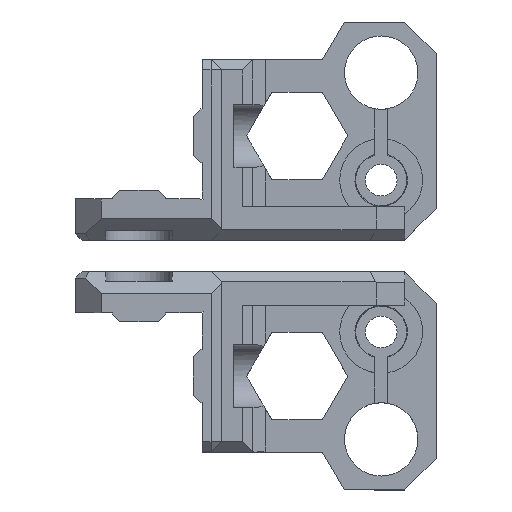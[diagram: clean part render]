
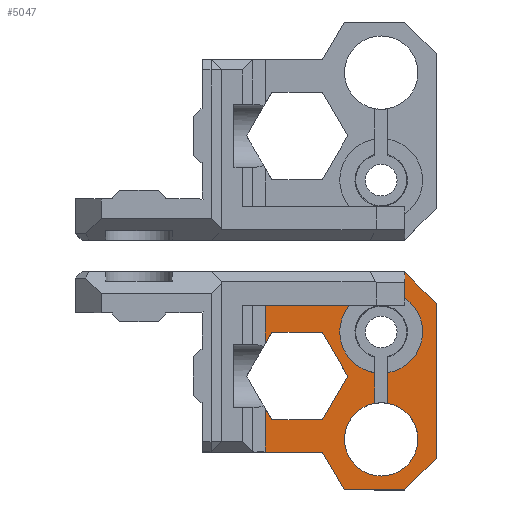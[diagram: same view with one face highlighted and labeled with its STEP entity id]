
A CAD part, top view. The second image highlights one B-rep face of the part: STEP entity #5047.
In plain terms, the highlighted face is planar.
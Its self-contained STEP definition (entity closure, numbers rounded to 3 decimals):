
#229=PLANE('',#5423);
#507=FACE_OUTER_BOUND('',#805,.T.);
#805=EDGE_LOOP('',(#4263,#4264,#4265,#4266,#4267,#4268,#4269,#4270,#4271,
#4272,#4273,#4274,#4275,#4276,#4277,#4278,#4279,#4280,#4281,#4282,#4283,
#4284));
#1320=LINE('',#7808,#1962);
#1324=LINE('',#7819,#1966);
#1325=LINE('',#7822,#1967);
#1326=LINE('',#7824,#1968);
#1327=LINE('',#7826,#1969);
#1328=LINE('',#7828,#1970);
#1329=LINE('',#7830,#1971);
#1330=LINE('',#7831,#1972);
#1331=LINE('',#7833,#1973);
#1332=LINE('',#7835,#1974);
#1333=LINE('',#7837,#1975);
#1334=LINE('',#7839,#1976);
#1335=LINE('',#7841,#1977);
#1336=LINE('',#7843,#1978);
#1337=LINE('',#7845,#1979);
#1338=LINE('',#7849,#1980);
#1339=LINE('',#7855,#1981);
#1340=LINE('',#7858,#1982);
#1962=VECTOR('',#6372,10.);
#1966=VECTOR('',#6380,10.);
#1967=VECTOR('',#6383,10.);
#1968=VECTOR('',#6384,10.);
#1969=VECTOR('',#6385,10.);
#1970=VECTOR('',#6386,10.);
#1971=VECTOR('',#6387,10.);
#1972=VECTOR('',#6388,10.);
#1973=VECTOR('',#6389,10.);
#1974=VECTOR('',#6390,10.);
#1975=VECTOR('',#6391,10.);
#1976=VECTOR('',#6392,10.);
#1977=VECTOR('',#6393,10.);
#1978=VECTOR('',#6394,10.);
#1979=VECTOR('',#6395,10.);
#1980=VECTOR('',#6398,10.);
#1981=VECTOR('',#6403,10.);
#1982=VECTOR('',#6406,10.);
#2256=CIRCLE('',#5424,6.55);
#2257=CIRCLE('',#5425,5.8);
#2258=CIRCLE('',#5426,5.8);
#2259=CIRCLE('',#5427,6.55);
#2557=VERTEX_POINT('',#7799);
#2561=VERTEX_POINT('',#7806);
#2562=VERTEX_POINT('',#7810);
#2566=VERTEX_POINT('',#7817);
#2567=VERTEX_POINT('',#7821);
#2568=VERTEX_POINT('',#7823);
#2569=VERTEX_POINT('',#7825);
#2570=VERTEX_POINT('',#7827);
#2571=VERTEX_POINT('',#7829);
#2572=VERTEX_POINT('',#7832);
#2573=VERTEX_POINT('',#7834);
#2574=VERTEX_POINT('',#7836);
#2575=VERTEX_POINT('',#7838);
#2576=VERTEX_POINT('',#7840);
#2577=VERTEX_POINT('',#7842);
#2578=VERTEX_POINT('',#7844);
#2579=VERTEX_POINT('',#7846);
#2580=VERTEX_POINT('',#7848);
#2581=VERTEX_POINT('',#7850);
#2582=VERTEX_POINT('',#7852);
#2583=VERTEX_POINT('',#7854);
#2584=VERTEX_POINT('',#7856);
#3162=EDGE_CURVE('',#2557,#2561,#1320,.T.);
#3167=EDGE_CURVE('',#2562,#2566,#1324,.T.);
#3168=EDGE_CURVE('',#2567,#2561,#1325,.T.);
#3169=EDGE_CURVE('',#2568,#2567,#1326,.T.);
#3170=EDGE_CURVE('',#2569,#2568,#1327,.T.);
#3171=EDGE_CURVE('',#2570,#2569,#1328,.T.);
#3172=EDGE_CURVE('',#2571,#2570,#1329,.T.);
#3173=EDGE_CURVE('',#2562,#2571,#1330,.T.);
#3174=EDGE_CURVE('',#2566,#2572,#1331,.T.);
#3175=EDGE_CURVE('',#2572,#2573,#1332,.T.);
#3176=EDGE_CURVE('',#2574,#2573,#1333,.T.);
#3177=EDGE_CURVE('',#2574,#2575,#1334,.T.);
#3178=EDGE_CURVE('',#2576,#2575,#1335,.T.);
#3179=EDGE_CURVE('',#2576,#2577,#1336,.T.);
#3180=EDGE_CURVE('',#2578,#2577,#1337,.T.);
#3181=EDGE_CURVE('',#2579,#2578,#2256,.T.);
#3182=EDGE_CURVE('',#2580,#2579,#1338,.T.);
#3183=EDGE_CURVE('',#2581,#2580,#2257,.T.);
#3184=EDGE_CURVE('',#2582,#2581,#2258,.T.);
#3185=EDGE_CURVE('',#2583,#2582,#1339,.T.);
#3186=EDGE_CURVE('',#2584,#2583,#2259,.T.);
#3187=EDGE_CURVE('',#2557,#2584,#1340,.T.);
#4263=ORIENTED_EDGE('',*,*,#3162,.T.);
#4264=ORIENTED_EDGE('',*,*,#3168,.F.);
#4265=ORIENTED_EDGE('',*,*,#3169,.F.);
#4266=ORIENTED_EDGE('',*,*,#3170,.F.);
#4267=ORIENTED_EDGE('',*,*,#3171,.F.);
#4268=ORIENTED_EDGE('',*,*,#3172,.F.);
#4269=ORIENTED_EDGE('',*,*,#3173,.F.);
#4270=ORIENTED_EDGE('',*,*,#3167,.T.);
#4271=ORIENTED_EDGE('',*,*,#3174,.T.);
#4272=ORIENTED_EDGE('',*,*,#3175,.T.);
#4273=ORIENTED_EDGE('',*,*,#3176,.F.);
#4274=ORIENTED_EDGE('',*,*,#3177,.T.);
#4275=ORIENTED_EDGE('',*,*,#3178,.F.);
#4276=ORIENTED_EDGE('',*,*,#3179,.T.);
#4277=ORIENTED_EDGE('',*,*,#3180,.F.);
#4278=ORIENTED_EDGE('',*,*,#3181,.F.);
#4279=ORIENTED_EDGE('',*,*,#3182,.F.);
#4280=ORIENTED_EDGE('',*,*,#3183,.F.);
#4281=ORIENTED_EDGE('',*,*,#3184,.F.);
#4282=ORIENTED_EDGE('',*,*,#3185,.F.);
#4283=ORIENTED_EDGE('',*,*,#3186,.F.);
#4284=ORIENTED_EDGE('',*,*,#3187,.F.);
#5047=ADVANCED_FACE('',(#507),#229,.F.);
#5423=AXIS2_PLACEMENT_3D('',#7820,#6381,#6382);
#5424=AXIS2_PLACEMENT_3D('',#7847,#6396,#6397);
#5425=AXIS2_PLACEMENT_3D('',#7851,#6399,#6400);
#5426=AXIS2_PLACEMENT_3D('',#7853,#6401,#6402);
#5427=AXIS2_PLACEMENT_3D('',#7857,#6404,#6405);
#6372=DIRECTION('',(0.,1.,0.));
#6380=DIRECTION('',(0.,1.,0.));
#6381=DIRECTION('center_axis',(0.,0.,1.));
#6382=DIRECTION('ref_axis',(1.,0.,0.));
#6383=DIRECTION('',(-0.5,0.866,0.));
#6384=DIRECTION('',(-1.,0.,0.));
#6385=DIRECTION('',(-0.5,-0.866,0.));
#6386=DIRECTION('',(0.5,-0.866,0.));
#6387=DIRECTION('',(1.,0.,0.));
#6388=DIRECTION('',(0.5,0.866,0.));
#6389=DIRECTION('',(1.,0.,0.));
#6390=DIRECTION('',(0.5,0.866,0.));
#6391=DIRECTION('',(-1.,0.,0.));
#6392=DIRECTION('',(0.707,-0.707,0.));
#6393=DIRECTION('',(0.,1.,0.));
#6394=DIRECTION('',(-0.707,-0.707,0.));
#6395=DIRECTION('',(0.,-1.,0.));
#6396=DIRECTION('center_axis',(0.,0.,-1.));
#6397=DIRECTION('ref_axis',(1.,0.,0.));
#6398=DIRECTION('',(0.,-1.,0.));
#6399=DIRECTION('center_axis',(0.,0.,-1.));
#6400=DIRECTION('ref_axis',(1.,0.,0.));
#6401=DIRECTION('center_axis',(0.,0.,-1.));
#6402=DIRECTION('ref_axis',(1.,0.,0.));
#6403=DIRECTION('',(0.,1.,0.));
#6404=DIRECTION('center_axis',(0.,0.,-1.));
#6405=DIRECTION('ref_axis',(1.,0.,0.));
#6406=DIRECTION('',(1.,0.,0.));
#7799=CARTESIAN_POINT('',(-18.3,-4.2,0.));
#7806=CARTESIAN_POINT('',(-18.3,1.804,0.));
#7808=CARTESIAN_POINT('',(-18.3,1.775,0.));
#7810=CARTESIAN_POINT('',(-18.3,12.196,0.));
#7817=CARTESIAN_POINT('',(-18.3,19.,0.));
#7819=CARTESIAN_POINT('',(-18.3,1.775,0.));
#7820=CARTESIAN_POINT('Origin',(-19.8,7.75,0.));
#7821=CARTESIAN_POINT('',(-17.3,0.072,0.));
#7822=CARTESIAN_POINT('',(-21.3,7.,0.));
#7823=CARTESIAN_POINT('',(-9.3,0.072,0.));
#7824=CARTESIAN_POINT('',(-17.3,0.072,0.));
#7825=CARTESIAN_POINT('',(-5.3,7.,0.));
#7826=CARTESIAN_POINT('',(-9.3,0.072,0.));
#7827=CARTESIAN_POINT('',(-9.3,13.928,0.));
#7828=CARTESIAN_POINT('',(-5.3,7.,0.));
#7829=CARTESIAN_POINT('',(-17.3,13.928,0.));
#7830=CARTESIAN_POINT('',(-9.3,13.928,0.));
#7831=CARTESIAN_POINT('',(-17.3,13.928,0.));
#7832=CARTESIAN_POINT('',(-9.3,19.,0.));
#7833=CARTESIAN_POINT('',(-28.3,19.,0.));
#7834=CARTESIAN_POINT('',(-5.836,25.,0.));
#7835=CARTESIAN_POINT('',(-9.3,19.,0.));
#7836=CARTESIAN_POINT('',(3.7,25.,0.));
#7837=CARTESIAN_POINT('',(8.7,25.,0.));
#7838=CARTESIAN_POINT('',(8.7,20.,0.));
#7839=CARTESIAN_POINT('',(3.388,25.313,0.));
#7840=CARTESIAN_POINT('',(8.7,-4.5,0.));
#7841=CARTESIAN_POINT('',(8.7,-9.5,0.));
#7842=CARTESIAN_POINT('',(3.7,-9.5,0.));
#7843=CARTESIAN_POINT('',(3.388,-9.813,0.));
#7844=CARTESIAN_POINT('',(3.7,-5.405,0.));
#7845=CARTESIAN_POINT('',(3.7,-0.875,0.));
#7846=CARTESIAN_POINT('',(1.,6.473,0.));
#7847=CARTESIAN_POINT('Origin',(0.,0.,0.));
#7848=CARTESIAN_POINT('',(1.,11.287,0.));
#7849=CARTESIAN_POINT('',(1.,11.287,0.));
#7850=CARTESIAN_POINT('',(-5.8,17.,0.));
#7851=CARTESIAN_POINT('Origin',(0.,17.,0.));
#7852=CARTESIAN_POINT('',(-1.,11.287,0.));
#7853=CARTESIAN_POINT('Origin',(0.,17.,0.));
#7854=CARTESIAN_POINT('',(-1.,6.473,0.));
#7855=CARTESIAN_POINT('',(-1.,3.925,0.));
#7856=CARTESIAN_POINT('',(-5.026,-4.2,0.));
#7857=CARTESIAN_POINT('Origin',(0.,0.,0.));
#7858=CARTESIAN_POINT('',(-8.05,-4.2,0.));
